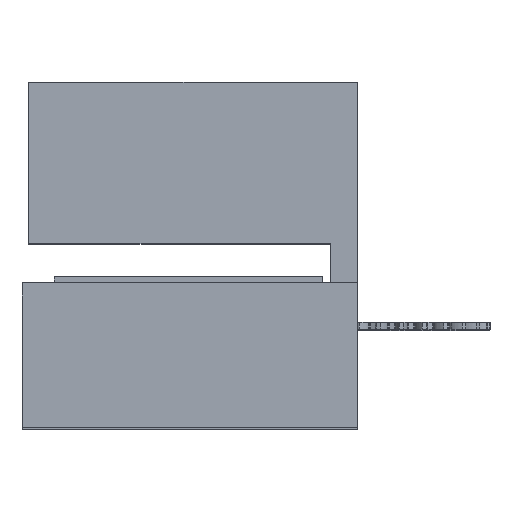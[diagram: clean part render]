
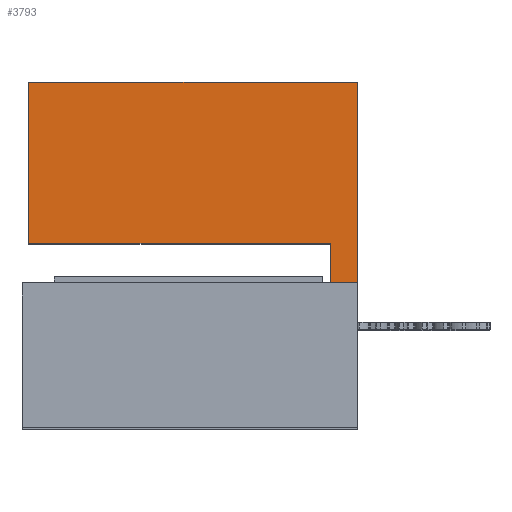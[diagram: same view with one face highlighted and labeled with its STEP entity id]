
A CAD part, top view. The second image highlights one B-rep face of the part: STEP entity #3793.
In plain terms, the highlighted free-form (B-spline) face has degree [1, 1] with [2, 2] control points.
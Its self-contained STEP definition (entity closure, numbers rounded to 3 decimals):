
#3793 = ADVANCED_FACE('',(#3794),#3838,.T.);
#3794 = FACE_BOUND('',#3795,.T.);
#3795 = EDGE_LOOP('',(#3796,#3805,#3812,#3819,#3826,#3833));
#3796 = ORIENTED_EDGE('',*,*,#3797,.T.);
#3797 = EDGE_CURVE('',#3798,#3800,#3802,.T.);
#3798 = VERTEX_POINT('',#3799);
#3799 = CARTESIAN_POINT('',(1190.451,1250.74,
    1904.006));
#3800 = VERTEX_POINT('',#3801);
#3801 = CARTESIAN_POINT('',(1217.384,1250.74,
    1904.006));
#3802 = B_SPLINE_CURVE_WITH_KNOTS('',1,(#3803,#3804),.UNSPECIFIED.,.F.,
  .F.,(2,2),(0.,20.),.PIECEWISE_BEZIER_KNOTS.);
#3803 = CARTESIAN_POINT('',(1190.451,1250.74,
    1904.006));
#3804 = CARTESIAN_POINT('',(1217.384,1250.74,
    1904.006));
#3805 = ORIENTED_EDGE('',*,*,#3806,.T.);
#3806 = EDGE_CURVE('',#3800,#3807,#3809,.T.);
#3807 = VERTEX_POINT('',#3808);
#3808 = CARTESIAN_POINT('',(1217.384,1452.738,
    1904.006));
#3809 = B_SPLINE_CURVE_WITH_KNOTS('',1,(#3810,#3811),.UNSPECIFIED.,.F.,
  .F.,(2,2),(0.,150.),.PIECEWISE_BEZIER_KNOTS.);
#3810 = CARTESIAN_POINT('',(1217.384,1250.74,
    1904.006));
#3811 = CARTESIAN_POINT('',(1217.384,1452.738,
    1904.006));
#3812 = ORIENTED_EDGE('',*,*,#3813,.T.);
#3813 = EDGE_CURVE('',#3807,#3814,#3816,.T.);
#3814 = VERTEX_POINT('',#3815);
#3815 = CARTESIAN_POINT('',(887.454,1452.738,
    1904.006));
#3816 = B_SPLINE_CURVE_WITH_KNOTS('',1,(#3817,#3818),.UNSPECIFIED.,.F.,
  .F.,(2,2),(0.,245.),.PIECEWISE_BEZIER_KNOTS.);
#3817 = CARTESIAN_POINT('',(1217.384,1452.738,
    1904.006));
#3818 = CARTESIAN_POINT('',(887.454,1452.738,
    1904.006));
#3819 = ORIENTED_EDGE('',*,*,#3820,.T.);
#3820 = EDGE_CURVE('',#3814,#3821,#3823,.T.);
#3821 = VERTEX_POINT('',#3822);
#3822 = CARTESIAN_POINT('',(887.454,1291.14,
    1904.006));
#3823 = B_SPLINE_CURVE_WITH_KNOTS('',1,(#3824,#3825),.UNSPECIFIED.,.F.,
  .F.,(2,2),(0.,120.),.PIECEWISE_BEZIER_KNOTS.);
#3824 = CARTESIAN_POINT('',(887.454,1452.738,
    1904.006));
#3825 = CARTESIAN_POINT('',(887.454,1291.14,
    1904.006));
#3826 = ORIENTED_EDGE('',*,*,#3827,.T.);
#3827 = EDGE_CURVE('',#3821,#3828,#3830,.T.);
#3828 = VERTEX_POINT('',#3829);
#3829 = CARTESIAN_POINT('',(1190.451,1291.14,
    1904.006));
#3830 = B_SPLINE_CURVE_WITH_KNOTS('',1,(#3831,#3832),.UNSPECIFIED.,.F.,
  .F.,(2,2),(0.,225.),.PIECEWISE_BEZIER_KNOTS.);
#3831 = CARTESIAN_POINT('',(887.454,1291.14,
    1904.006));
#3832 = CARTESIAN_POINT('',(1190.451,1291.14,
    1904.006));
#3833 = ORIENTED_EDGE('',*,*,#3834,.T.);
#3834 = EDGE_CURVE('',#3828,#3798,#3835,.T.);
#3835 = B_SPLINE_CURVE_WITH_KNOTS('',1,(#3836,#3837),.UNSPECIFIED.,.F.,
  .F.,(2,2),(0.,30.),.PIECEWISE_BEZIER_KNOTS.);
#3836 = CARTESIAN_POINT('',(1190.451,1291.14,
    1904.006));
#3837 = CARTESIAN_POINT('',(1190.451,1250.74,
    1904.006));
#3838 = B_SPLINE_SURFACE_WITH_KNOTS('',1,1,(
    (#3839,#3840)
    ,(#3841,#3842
    )),.UNSPECIFIED.,.F.,.F.,.F.,(2,2),(2,2),(0.,1.),(0.,1.),
  .PIECEWISE_BEZIER_KNOTS.);
#3839 = CARTESIAN_POINT('',(887.454,1452.738,
    1904.006));
#3840 = CARTESIAN_POINT('',(1217.384,1452.738,
    1904.006));
#3841 = CARTESIAN_POINT('',(887.454,1250.74,
    1904.006));
#3842 = CARTESIAN_POINT('',(1217.384,1250.74,
    1904.006));
